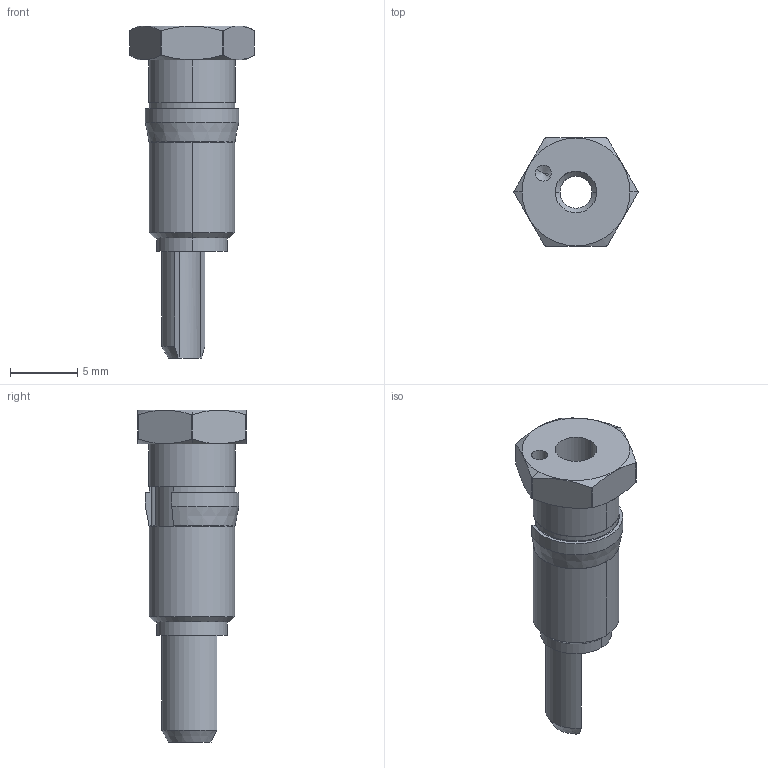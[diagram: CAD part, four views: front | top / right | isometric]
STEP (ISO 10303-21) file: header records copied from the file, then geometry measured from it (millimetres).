
FILE_DESCRIPTION((''),'2;1');
FILE_NAME('00190008100','2019-09-19T',('presta_be4'),(''),'PRO/ENGINEER BY PARAMETRIC TECHNOLOGY CORPORATION, 2014310','PRO/ENGINEER BY PARAMETRIC TECHNOLOGY CORPORATION, 2014310','');
FILE_SCHEMA(('CONFIG_CONTROL_DESIGN'));
Length unit declared in the file: millimetre
Products named in the file (1): 00190008100
Bounding box: 9.21 x 8.01 x 24.61 mm (x, y, z)
Volume: 492.7 mm3; surface area: 798.6 mm2
Topology: 1 solids, 1 shells, 60 faces, 147 edges, 93 vertices
Faces by surface type: cylinder 26, plane 19, cone 14, torus 1
Entity records: 2304 total; most frequent: CARTESIAN_POINT 828, DIRECTION 314, ORIENTED_EDGE 290, EDGE_CURVE 145, AXIS2_PLACEMENT_3D 127, VERTEX_POINT 93, EDGE_LOOP 68, CIRCLE 67
